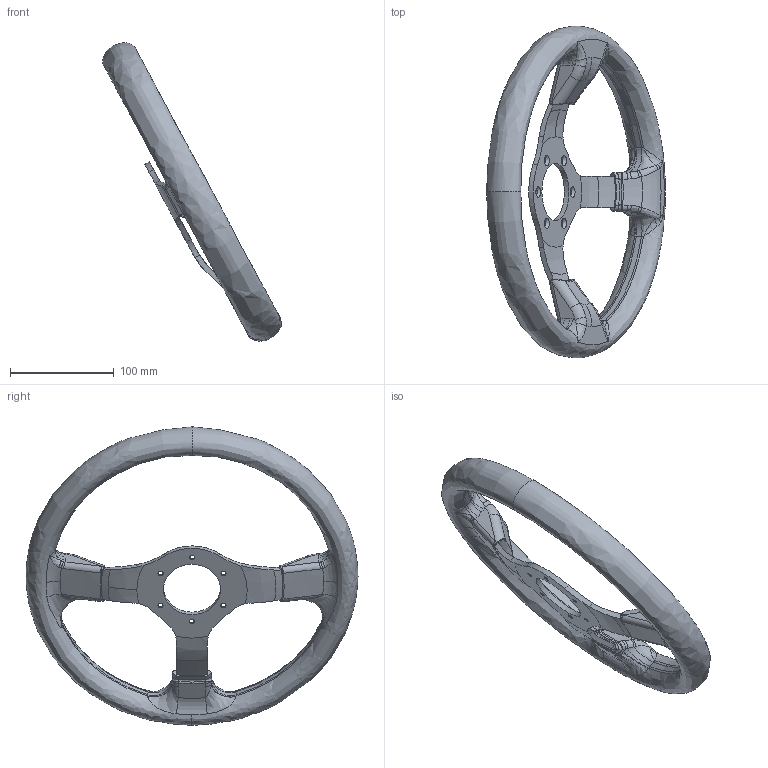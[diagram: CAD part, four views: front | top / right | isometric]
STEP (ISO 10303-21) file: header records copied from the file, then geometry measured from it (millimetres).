
FILE_DESCRIPTION(/* description */ (''),/* implementation_level */ '2;1');
FILE_NAME(/* name */ 'MANIFOLD_SOLID_BREP_518_.stp',/* time_stamp */ '2016-06-02T11:43:48+02:00',/* author */ (''),/* organization */ (''),/* preprocessor_version */ 'ST-DEVELOPER v16.5',/* originating_system */ 'Autodesk Translation Framework v5.0.0.3310',/* authorisation */ '');
FILE_SCHEMA (('AUTOMOTIVE_DESIGN { 1 0 10303 214 3 1 1 }'));
Length unit declared in the file: centimetre
Products named in the file (1): MANIFOLD_SOLID_BREP_518_
Bounding box: 172.44 x 320 x 287.52 mm (x, y, z)
Volume: 824817.5 mm3; surface area: 123426.1 mm2
Topology: 1 solids, 1 shells, 236 faces, 638 edges, 399 vertices
Faces by surface type: bspline 107, cylinder 48, torus 33, cone 31, plane 17
Full cylindrical faces by diameter (mm): 5 x6, 55 x1
Entity records: 15641 total; most frequent: CARTESIAN_POINT 10487, ORIENTED_EDGE 1242, DIRECTION 895, EDGE_CURVE 621, AXIS2_PLACEMENT_3D 426, VERTEX_POINT 393, CIRCLE 284, B_SPLINE_CURVE_WITH_KNOTS 268
